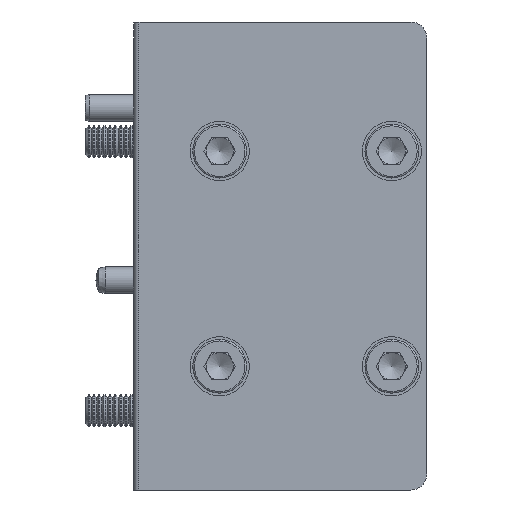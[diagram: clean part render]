
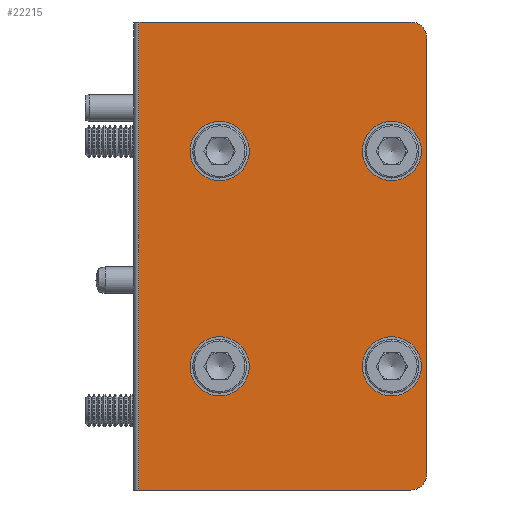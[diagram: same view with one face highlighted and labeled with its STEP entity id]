
A CAD part, front view. The second image highlights one B-rep face of the part: STEP entity #22215.
In plain terms, the highlighted planar face has unit normal (0, -1, 0).
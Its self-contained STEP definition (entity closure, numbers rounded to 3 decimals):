
#16 = DIRECTION ( 'NONE',  ( 0., -1., 0. ) ) ;
#146 = CIRCLE ( 'NONE', #13220, 5.5 ) ;
#335 = VERTEX_POINT ( 'NONE', #22739 ) ;
#510 = VERTEX_POINT ( 'NONE', #13667 ) ;
#706 = FACE_BOUND ( 'NONE', #41418, .T. ) ;
#1468 = CARTESIAN_POINT ( 'NONE',  ( 45., -9.5, -40.5 ) ) ;
#1575 = ORIENTED_EDGE ( 'NONE', *, *, #38164, .F. ) ;
#1686 = CARTESIAN_POINT ( 'NONE',  ( -8.5, -9.5, 43.5 ) ) ;
#2509 = DIRECTION ( 'NONE',  ( 0., -1., 0. ) ) ;
#2610 = EDGE_CURVE ( 'NONE', #10661, #10661, #146, .T. ) ;
#3271 = DIRECTION ( 'NONE',  ( 0., 0., 1. ) ) ;
#3557 = DIRECTION ( 'NONE',  ( 0., 0., 1. ) ) ;
#3913 = CIRCLE ( 'NONE', #20488, 5.5 ) ;
#4105 = CARTESIAN_POINT ( 'NONE',  ( 42., -9.5, -43.5 ) ) ;
#4554 = AXIS2_PLACEMENT_3D ( 'NONE', #13857, #6309, #3271 ) ;
#4684 = CARTESIAN_POINT ( 'NONE',  ( -9.5, -9.5, -43.5 ) ) ;
#4728 = EDGE_CURVE ( 'NONE', #26319, #335, #8406, .T. ) ;
#5092 = EDGE_LOOP ( 'NONE', ( #30756 ) ) ;
#5772 = VECTOR ( 'NONE', #34877, 1000. ) ;
#6309 = DIRECTION ( 'NONE',  ( 0., 1., 0. ) ) ;
#8406 = LINE ( 'NONE', #1686, #5772 ) ;
#8774 = DIRECTION ( 'NONE',  ( 0., 0., 1. ) ) ;
#9753 = FACE_OUTER_BOUND ( 'NONE', #34025, .T. ) ;
#10175 = FACE_BOUND ( 'NONE', #23754, .T. ) ;
#10337 = AXIS2_PLACEMENT_3D ( 'NONE', #33735, #33080, #3557 ) ;
#10652 = CIRCLE ( 'NONE', #34718, 5.5 ) ;
#10661 = VERTEX_POINT ( 'NONE', #33285 ) ;
#10712 = ORIENTED_EDGE ( 'NONE', *, *, #4728, .T. ) ;
#10895 = CARTESIAN_POINT ( 'NONE',  ( 38.5, -9.5, -20.5 ) ) ;
#11349 = CARTESIAN_POINT ( 'NONE',  ( 45., -9.5, 43.5 ) ) ;
#12124 = CARTESIAN_POINT ( 'NONE',  ( 42., -9.5, 43.5 ) ) ;
#12757 = EDGE_CURVE ( 'NONE', #26319, #24699, #40304, .T. ) ;
#13111 = EDGE_CURVE ( 'NONE', #335, #25886, #24324, .T. ) ;
#13158 = DIRECTION ( 'NONE',  ( 0., 0., -1. ) ) ;
#13213 = PLANE ( 'NONE',  #4554 ) ;
#13220 = AXIS2_PLACEMENT_3D ( 'NONE', #10895, #27278, #37169 ) ;
#13501 = EDGE_CURVE ( 'NONE', #25886, #37579, #17263, .T. ) ;
#13563 = VERTEX_POINT ( 'NONE', #34980 ) ;
#13667 = CARTESIAN_POINT ( 'NONE',  ( 6.5, -9.5, -26. ) ) ;
#13857 = CARTESIAN_POINT ( 'NONE',  ( -9.5, -9.5, 43.5 ) ) ;
#15026 = CARTESIAN_POINT ( 'NONE',  ( 6.5, -9.5, -20.5 ) ) ;
#15205 = LINE ( 'NONE', #11349, #16391 ) ;
#16104 = ORIENTED_EDGE ( 'NONE', *, *, #13111, .T. ) ;
#16381 = CARTESIAN_POINT ( 'NONE',  ( 38.5, -9.5, 19.5 ) ) ;
#16391 = VECTOR ( 'NONE', #31191, 1000. ) ;
#16741 = EDGE_LOOP ( 'NONE', ( #34914 ) ) ;
#17092 = FACE_BOUND ( 'NONE', #5092, .T. ) ;
#17218 = DIRECTION ( 'NONE',  ( 1., 0., 0. ) ) ;
#17263 = CIRCLE ( 'NONE', #10337, 3. ) ;
#17730 = CIRCLE ( 'NONE', #38964, 3. ) ;
#19440 = CARTESIAN_POINT ( 'NONE',  ( 6.5, -9.5, 14. ) ) ;
#20488 = AXIS2_PLACEMENT_3D ( 'NONE', #15026, #2509, #27765 ) ;
#22099 = DIRECTION ( 'NONE',  ( 0., -1., 0. ) ) ;
#22215 = ADVANCED_FACE ( 'NONE', ( #9753, #33424, #17092, #10175, #706 ), #13213, .F. ) ;
#22355 = ORIENTED_EDGE ( 'NONE', *, *, #2610, .F. ) ;
#22442 = VERTEX_POINT ( 'NONE', #25440 ) ;
#22739 = CARTESIAN_POINT ( 'NONE',  ( -8.5, -9.5, -43.5 ) ) ;
#23754 = EDGE_LOOP ( 'NONE', ( #29324 ) ) ;
#24324 = LINE ( 'NONE', #4684, #30410 ) ;
#24525 = ORIENTED_EDGE ( 'NONE', *, *, #12757, .F. ) ;
#24533 = DIRECTION ( 'NONE',  ( 0., -1., 0. ) ) ;
#24699 = VERTEX_POINT ( 'NONE', #12124 ) ;
#25440 = CARTESIAN_POINT ( 'NONE',  ( 38.5, -9.5, 14. ) ) ;
#25870 = VERTEX_POINT ( 'NONE', #19440 ) ;
#25886 = VERTEX_POINT ( 'NONE', #4105 ) ;
#26085 = ORIENTED_EDGE ( 'NONE', *, *, #13501, .T. ) ;
#26319 = VERTEX_POINT ( 'NONE', #36274 ) ;
#27278 = DIRECTION ( 'NONE',  ( 0., -1., 0. ) ) ;
#27765 = DIRECTION ( 'NONE',  ( 0., 0., -1. ) ) ;
#28355 = AXIS2_PLACEMENT_3D ( 'NONE', #16381, #16, #13158 ) ;
#29324 = ORIENTED_EDGE ( 'NONE', *, *, #39261, .F. ) ;
#29753 = CIRCLE ( 'NONE', #28355, 5.5 ) ;
#30410 = VECTOR ( 'NONE', #17218, 1000. ) ;
#30756 = ORIENTED_EDGE ( 'NONE', *, *, #36962, .F. ) ;
#31070 = VECTOR ( 'NONE', #36249, 1000. ) ;
#31191 = DIRECTION ( 'NONE',  ( 0., 0., -1. ) ) ;
#31412 = EDGE_CURVE ( 'NONE', #13563, #24699, #17730, .T. ) ;
#31591 = EDGE_CURVE ( 'NONE', #510, #510, #3913, .T. ) ;
#33080 = DIRECTION ( 'NONE',  ( 0., -1., 0. ) ) ;
#33285 = CARTESIAN_POINT ( 'NONE',  ( 38.5, -9.5, -26. ) ) ;
#33424 = FACE_BOUND ( 'NONE', #16741, .T. ) ;
#33735 = CARTESIAN_POINT ( 'NONE',  ( 42., -9.5, -40.5 ) ) ;
#34025 = EDGE_LOOP ( 'NONE', ( #1575, #40888, #24525, #10712, #16104, #26085 ) ) ;
#34718 = AXIS2_PLACEMENT_3D ( 'NONE', #38187, #22099, #37984 ) ;
#34877 = DIRECTION ( 'NONE',  ( 0., 0., -1. ) ) ;
#34914 = ORIENTED_EDGE ( 'NONE', *, *, #31591, .F. ) ;
#34980 = CARTESIAN_POINT ( 'NONE',  ( 45., -9.5, 40.5 ) ) ;
#36249 = DIRECTION ( 'NONE',  ( 1., 0., 0. ) ) ;
#36274 = CARTESIAN_POINT ( 'NONE',  ( -8.5, -9.5, 43.5 ) ) ;
#36962 = EDGE_CURVE ( 'NONE', #25870, #25870, #10652, .T. ) ;
#37169 = DIRECTION ( 'NONE',  ( 0., 0., -1. ) ) ;
#37579 = VERTEX_POINT ( 'NONE', #1468 ) ;
#37984 = DIRECTION ( 'NONE',  ( 0., 0., -1. ) ) ;
#38164 = EDGE_CURVE ( 'NONE', #13563, #37579, #15205, .T. ) ;
#38187 = CARTESIAN_POINT ( 'NONE',  ( 6.5, -9.5, 19.5 ) ) ;
#38238 = CARTESIAN_POINT ( 'NONE',  ( 42., -9.5, 40.5 ) ) ;
#38964 = AXIS2_PLACEMENT_3D ( 'NONE', #38238, #24533, #8774 ) ;
#39261 = EDGE_CURVE ( 'NONE', #22442, #22442, #29753, .T. ) ;
#39869 = CARTESIAN_POINT ( 'NONE',  ( -9.5, -9.5, 43.5 ) ) ;
#40304 = LINE ( 'NONE', #39869, #31070 ) ;
#40888 = ORIENTED_EDGE ( 'NONE', *, *, #31412, .T. ) ;
#41418 = EDGE_LOOP ( 'NONE', ( #22355 ) ) ;
